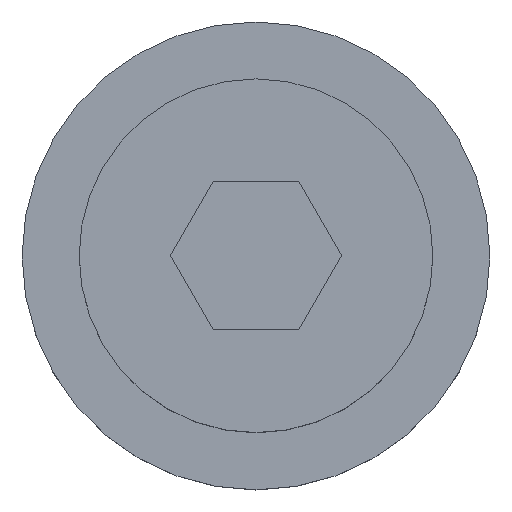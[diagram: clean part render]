
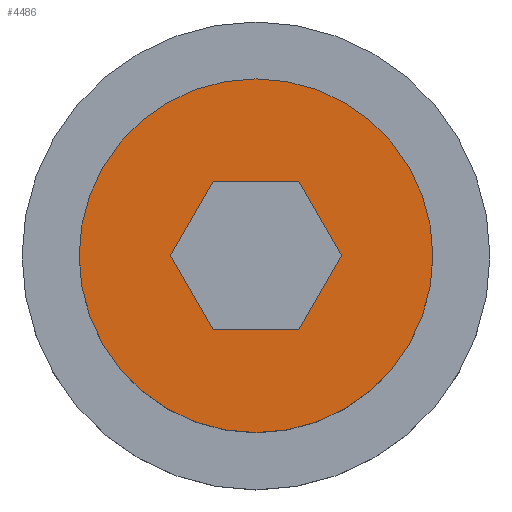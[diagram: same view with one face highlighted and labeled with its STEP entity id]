
A CAD part, top view. The second image highlights one B-rep face of the part: STEP entity #4486.
In plain terms, the highlighted planar face has unit normal (0, 0, 1).
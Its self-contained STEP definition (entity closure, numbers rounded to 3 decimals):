
#3 = CARTESIAN_POINT ( 'NONE',  ( -0.751, -1.3, -2. ) ) ;
#50 = CARTESIAN_POINT ( 'NONE',  ( 1.501, 0., -2. ) ) ;
#115 = CARTESIAN_POINT ( 'NONE',  ( -1.501, 0., -2. ) ) ;
#169 = CARTESIAN_POINT ( 'NONE',  ( 1.501, 0., -2. ) ) ;
#243 = DIRECTION ( 'NONE',  ( 1., 0., 0. ) ) ;
#265 = FACE_BOUND ( 'NONE', #2448, .T. ) ;
#349 = CARTESIAN_POINT ( 'NONE',  ( -0.751, 1.3, -2. ) ) ;
#459 = VERTEX_POINT ( 'NONE', #2777 ) ;
#532 = DIRECTION ( 'NONE',  ( -0.5, 0.866, 0. ) ) ;
#542 = CARTESIAN_POINT ( 'NONE',  ( 3.1, 0., -2. ) ) ;
#580 = CARTESIAN_POINT ( 'NONE',  ( -0.751, -1.3, -2. ) ) ;
#739 = EDGE_CURVE ( 'NONE', #4428, #4111, #1648, .T. ) ;
#845 = EDGE_CURVE ( 'NONE', #4953, #2831, #930, .T. ) ;
#848 = CIRCLE ( 'NONE', #2890, 3.1 ) ;
#930 = LINE ( 'NONE', #115, #4185 ) ;
#1025 = VECTOR ( 'NONE', #532, 1000. ) ;
#1092 = FACE_OUTER_BOUND ( 'NONE', #1800, .T. ) ;
#1359 = EDGE_CURVE ( 'NONE', #459, #4322, #848, .T. ) ;
#1392 = PLANE ( 'NONE',  #2751 ) ;
#1644 = ORIENTED_EDGE ( 'NONE', *, *, #1877, .F. ) ;
#1648 = LINE ( 'NONE', #2837, #5000 ) ;
#1800 = EDGE_LOOP ( 'NONE', ( #4784, #3023 ) ) ;
#1877 = EDGE_CURVE ( 'NONE', #3540, #3086, #4435, .T. ) ;
#2132 = DIRECTION ( 'NONE',  ( 1., 0., 0. ) ) ;
#2134 = VECTOR ( 'NONE', #2963, 1000. ) ;
#2258 = ORIENTED_EDGE ( 'NONE', *, *, #2932, .F. ) ;
#2382 = CARTESIAN_POINT ( 'NONE',  ( -0.751, 1.3, -2. ) ) ;
#2406 = CARTESIAN_POINT ( 'NONE',  ( 0., 0., -2. ) ) ;
#2448 = EDGE_LOOP ( 'NONE', ( #1644, #3919, #2876, #2258, #3271, #4757 ) ) ;
#2453 = LINE ( 'NONE', #580, #2840 ) ;
#2507 = VECTOR ( 'NONE', #3885, 1000. ) ;
#2629 = DIRECTION ( 'NONE',  ( 0., 0., 1. ) ) ;
#2654 = CARTESIAN_POINT ( 'NONE',  ( 0., 0., -2. ) ) ;
#2751 = AXIS2_PLACEMENT_3D ( 'NONE', #2654, #2629, #4962 ) ;
#2777 = CARTESIAN_POINT ( 'NONE',  ( -3.1, 0., -2. ) ) ;
#2831 = VERTEX_POINT ( 'NONE', #3 ) ;
#2837 = CARTESIAN_POINT ( 'NONE',  ( 0.751, 1.3, -2. ) ) ;
#2840 = VECTOR ( 'NONE', #2132, 1000. ) ;
#2876 = ORIENTED_EDGE ( 'NONE', *, *, #845, .F. ) ;
#2890 = AXIS2_PLACEMENT_3D ( 'NONE', #2406, #3936, #3114 ) ;
#2932 = EDGE_CURVE ( 'NONE', #4111, #4953, #4335, .T. ) ;
#2963 = DIRECTION ( 'NONE',  ( 0.5, 0.866, 0. ) ) ;
#3004 = CARTESIAN_POINT ( 'NONE',  ( 0.751, 1.3, -2. ) ) ;
#3023 = ORIENTED_EDGE ( 'NONE', *, *, #1359, .T. ) ;
#3086 = VERTEX_POINT ( 'NONE', #169 ) ;
#3114 = DIRECTION ( 'NONE',  ( 1., 0., 0. ) ) ;
#3214 = DIRECTION ( 'NONE',  ( -1., 0., 0. ) ) ;
#3271 = ORIENTED_EDGE ( 'NONE', *, *, #739, .F. ) ;
#3360 = EDGE_CURVE ( 'NONE', #2831, #3540, #2453, .T. ) ;
#3508 = EDGE_CURVE ( 'NONE', #3086, #4428, #4040, .T. ) ;
#3540 = VERTEX_POINT ( 'NONE', #4381 ) ;
#3721 = CIRCLE ( 'NONE', #4395, 3.1 ) ;
#3885 = DIRECTION ( 'NONE',  ( -0.5, -0.866, 0. ) ) ;
#3919 = ORIENTED_EDGE ( 'NONE', *, *, #3360, .F. ) ;
#3936 = DIRECTION ( 'NONE',  ( 0., 0., 1. ) ) ;
#4040 = LINE ( 'NONE', #50, #1025 ) ;
#4111 = VERTEX_POINT ( 'NONE', #349 ) ;
#4185 = VECTOR ( 'NONE', #4453, 1000. ) ;
#4322 = VERTEX_POINT ( 'NONE', #542 ) ;
#4335 = LINE ( 'NONE', #2382, #2507 ) ;
#4381 = CARTESIAN_POINT ( 'NONE',  ( 0.751, -1.3, -2. ) ) ;
#4395 = AXIS2_PLACEMENT_3D ( 'NONE', #4534, #4582, #243 ) ;
#4427 = EDGE_CURVE ( 'NONE', #4322, #459, #3721, .T. ) ;
#4428 = VERTEX_POINT ( 'NONE', #3004 ) ;
#4435 = LINE ( 'NONE', #4787, #2134 ) ;
#4453 = DIRECTION ( 'NONE',  ( 0.5, -0.866, 0. ) ) ;
#4460 = CARTESIAN_POINT ( 'NONE',  ( -1.501, 0., -2. ) ) ;
#4486 = ADVANCED_FACE ( 'NONE', ( #1092, #265 ), #1392, .T. ) ;
#4534 = CARTESIAN_POINT ( 'NONE',  ( 0., 0., -2. ) ) ;
#4582 = DIRECTION ( 'NONE',  ( 0., 0., 1. ) ) ;
#4757 = ORIENTED_EDGE ( 'NONE', *, *, #3508, .F. ) ;
#4784 = ORIENTED_EDGE ( 'NONE', *, *, #4427, .T. ) ;
#4787 = CARTESIAN_POINT ( 'NONE',  ( 0.751, -1.3, -2. ) ) ;
#4953 = VERTEX_POINT ( 'NONE', #4460 ) ;
#4962 = DIRECTION ( 'NONE',  ( 1., 0., 0. ) ) ;
#5000 = VECTOR ( 'NONE', #3214, 1000. ) ;
